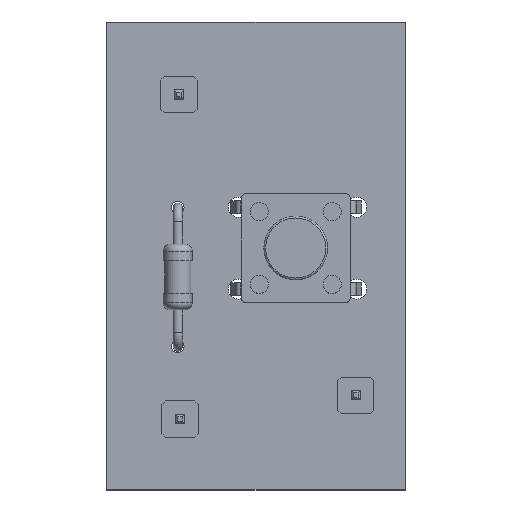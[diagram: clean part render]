
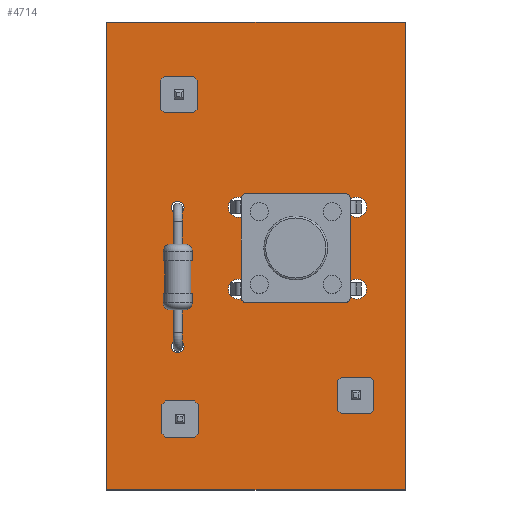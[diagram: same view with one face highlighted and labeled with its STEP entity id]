
A CAD part, top view. The second image highlights one B-rep face of the part: STEP entity #4714.
In plain terms, the highlighted planar face has unit normal (0, 0, 1).
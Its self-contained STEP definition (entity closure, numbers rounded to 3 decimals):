
#4503 = VERTEX_POINT('',#4504);
#4504 = CARTESIAN_POINT('',(161.79,-83.45,1.51));
#4510 = EDGE_CURVE('',#4503,#4511,#4513,.T.);
#4511 = VERTEX_POINT('',#4512);
#4512 = CARTESIAN_POINT('',(145.41,-83.45,1.51));
#4513 = LINE('',#4514,#4515);
#4514 = CARTESIAN_POINT('',(161.79,-83.45,1.51));
#4515 = VECTOR('',#4516,1.);
#4516 = DIRECTION('',(-1.,0.,0.));
#4543 = VERTEX_POINT('',#4544);
#4544 = CARTESIAN_POINT('',(161.79,-57.75,1.51));
#4550 = EDGE_CURVE('',#4543,#4503,#4551,.T.);
#4551 = LINE('',#4552,#4553);
#4552 = CARTESIAN_POINT('',(161.79,-57.75,1.51));
#4553 = VECTOR('',#4554,1.);
#4554 = DIRECTION('',(0.,-1.,0.));
#4572 = EDGE_CURVE('',#4511,#4573,#4575,.T.);
#4573 = VERTEX_POINT('',#4574);
#4574 = CARTESIAN_POINT('',(145.41,-57.75,1.51));
#4575 = LINE('',#4576,#4577);
#4576 = CARTESIAN_POINT('',(145.41,-83.45,1.51));
#4577 = VECTOR('',#4578,1.);
#4578 = DIRECTION('',(0.,1.,0.));
#4714 = ADVANCED_FACE('',(#4715,#4726,#4737,#4748,#4759,#4770,#4781,
    #4792,#4803,#4814),#4825,.T.);
#4715 = FACE_BOUND('',#4716,.T.);
#4716 = EDGE_LOOP('',(#4717,#4718,#4719,#4725));
#4717 = ORIENTED_EDGE('',*,*,#4510,.F.);
#4718 = ORIENTED_EDGE('',*,*,#4550,.F.);
#4719 = ORIENTED_EDGE('',*,*,#4720,.F.);
#4720 = EDGE_CURVE('',#4573,#4543,#4721,.T.);
#4721 = LINE('',#4722,#4723);
#4722 = CARTESIAN_POINT('',(145.41,-57.75,1.51));
#4723 = VECTOR('',#4724,1.);
#4724 = DIRECTION('',(1.,0.,0.));
#4725 = ORIENTED_EDGE('',*,*,#4572,.F.);
#4726 = FACE_BOUND('',#4727,.T.);
#4727 = EDGE_LOOP('',(#4728));
#4728 = ORIENTED_EDGE('',*,*,#4729,.T.);
#4729 = EDGE_CURVE('',#4730,#4730,#4732,.T.);
#4730 = VERTEX_POINT('',#4731);
#4731 = CARTESIAN_POINT('',(149.43,-79.96,1.51));
#4732 = CIRCLE('',#4733,0.4);
#4733 = AXIS2_PLACEMENT_3D('',#4734,#4735,#4736);
#4734 = CARTESIAN_POINT('',(149.43,-79.56,1.51));
#4735 = DIRECTION('',(-0.,0.,-1.));
#4736 = DIRECTION('',(-0.,-1.,0.));
#4737 = FACE_BOUND('',#4738,.T.);
#4738 = EDGE_LOOP('',(#4739));
#4739 = ORIENTED_EDGE('',*,*,#4740,.T.);
#4740 = EDGE_CURVE('',#4741,#4741,#4743,.T.);
#4741 = VERTEX_POINT('',#4742);
#4742 = CARTESIAN_POINT('',(149.3,-75.92,1.51));
#4743 = CIRCLE('',#4744,0.35);
#4744 = AXIS2_PLACEMENT_3D('',#4745,#4746,#4747);
#4745 = CARTESIAN_POINT('',(149.3,-75.57,1.51));
#4746 = DIRECTION('',(-0.,0.,-1.));
#4747 = DIRECTION('',(-0.,-1.,0.));
#4748 = FACE_BOUND('',#4749,.T.);
#4749 = EDGE_LOOP('',(#4750));
#4750 = ORIENTED_EDGE('',*,*,#4751,.T.);
#4751 = EDGE_CURVE('',#4752,#4752,#4754,.T.);
#4752 = VERTEX_POINT('',#4753);
#4753 = CARTESIAN_POINT('',(152.63,-72.97,1.51));
#4754 = CIRCLE('',#4755,0.55);
#4755 = AXIS2_PLACEMENT_3D('',#4756,#4757,#4758);
#4756 = CARTESIAN_POINT('',(152.63,-72.42,1.51));
#4757 = DIRECTION('',(-0.,0.,-1.));
#4758 = DIRECTION('',(-0.,-1.,0.));
#4759 = FACE_BOUND('',#4760,.T.);
#4760 = EDGE_LOOP('',(#4761));
#4761 = ORIENTED_EDGE('',*,*,#4762,.T.);
#4762 = EDGE_CURVE('',#4763,#4763,#4765,.T.);
#4763 = VERTEX_POINT('',#4764);
#4764 = CARTESIAN_POINT('',(159.08,-78.66,1.51));
#4765 = CIRCLE('',#4766,0.4);
#4766 = AXIS2_PLACEMENT_3D('',#4767,#4768,#4769);
#4767 = CARTESIAN_POINT('',(159.08,-78.26,1.51));
#4768 = DIRECTION('',(-0.,0.,-1.));
#4769 = DIRECTION('',(0.,-1.,-0.));
#4770 = FACE_BOUND('',#4771,.T.);
#4771 = EDGE_LOOP('',(#4772));
#4772 = ORIENTED_EDGE('',*,*,#4773,.T.);
#4773 = EDGE_CURVE('',#4774,#4774,#4776,.T.);
#4774 = VERTEX_POINT('',#4775);
#4775 = CARTESIAN_POINT('',(159.13,-72.97,1.51));
#4776 = CIRCLE('',#4777,0.55);
#4777 = AXIS2_PLACEMENT_3D('',#4778,#4779,#4780);
#4778 = CARTESIAN_POINT('',(159.13,-72.42,1.51));
#4779 = DIRECTION('',(-0.,0.,-1.));
#4780 = DIRECTION('',(-0.,-1.,0.));
#4781 = FACE_BOUND('',#4782,.T.);
#4782 = EDGE_LOOP('',(#4783));
#4783 = ORIENTED_EDGE('',*,*,#4784,.T.);
#4784 = EDGE_CURVE('',#4785,#4785,#4787,.T.);
#4785 = VERTEX_POINT('',#4786);
#4786 = CARTESIAN_POINT('',(149.3,-68.3,1.51));
#4787 = CIRCLE('',#4788,0.35);
#4788 = AXIS2_PLACEMENT_3D('',#4789,#4790,#4791);
#4789 = CARTESIAN_POINT('',(149.3,-67.95,1.51));
#4790 = DIRECTION('',(-0.,0.,-1.));
#4791 = DIRECTION('',(-0.,-1.,0.));
#4792 = FACE_BOUND('',#4793,.T.);
#4793 = EDGE_LOOP('',(#4794));
#4794 = ORIENTED_EDGE('',*,*,#4795,.T.);
#4795 = EDGE_CURVE('',#4796,#4796,#4798,.T.);
#4796 = VERTEX_POINT('',#4797);
#4797 = CARTESIAN_POINT('',(152.63,-68.47,1.51));
#4798 = CIRCLE('',#4799,0.55);
#4799 = AXIS2_PLACEMENT_3D('',#4800,#4801,#4802);
#4800 = CARTESIAN_POINT('',(152.63,-67.92,1.51));
#4801 = DIRECTION('',(-0.,0.,-1.));
#4802 = DIRECTION('',(-0.,-1.,0.));
#4803 = FACE_BOUND('',#4804,.T.);
#4804 = EDGE_LOOP('',(#4805));
#4805 = ORIENTED_EDGE('',*,*,#4806,.T.);
#4806 = EDGE_CURVE('',#4807,#4807,#4809,.T.);
#4807 = VERTEX_POINT('',#4808);
#4808 = CARTESIAN_POINT('',(149.36,-62.14,1.51));
#4809 = CIRCLE('',#4810,0.4);
#4810 = AXIS2_PLACEMENT_3D('',#4811,#4812,#4813);
#4811 = CARTESIAN_POINT('',(149.36,-61.74,1.51));
#4812 = DIRECTION('',(-0.,0.,-1.));
#4813 = DIRECTION('',(-0.,-1.,0.));
#4814 = FACE_BOUND('',#4815,.T.);
#4815 = EDGE_LOOP('',(#4816));
#4816 = ORIENTED_EDGE('',*,*,#4817,.T.);
#4817 = EDGE_CURVE('',#4818,#4818,#4820,.T.);
#4818 = VERTEX_POINT('',#4819);
#4819 = CARTESIAN_POINT('',(159.13,-68.47,1.51));
#4820 = CIRCLE('',#4821,0.55);
#4821 = AXIS2_PLACEMENT_3D('',#4822,#4823,#4824);
#4822 = CARTESIAN_POINT('',(159.13,-67.92,1.51));
#4823 = DIRECTION('',(-0.,0.,-1.));
#4824 = DIRECTION('',(-0.,-1.,0.));
#4825 = PLANE('',#4826);
#4826 = AXIS2_PLACEMENT_3D('',#4827,#4828,#4829);
#4827 = CARTESIAN_POINT('',(0.,0.,1.51));
#4828 = DIRECTION('',(0.,0.,1.));
#4829 = DIRECTION('',(1.,0.,-0.));
